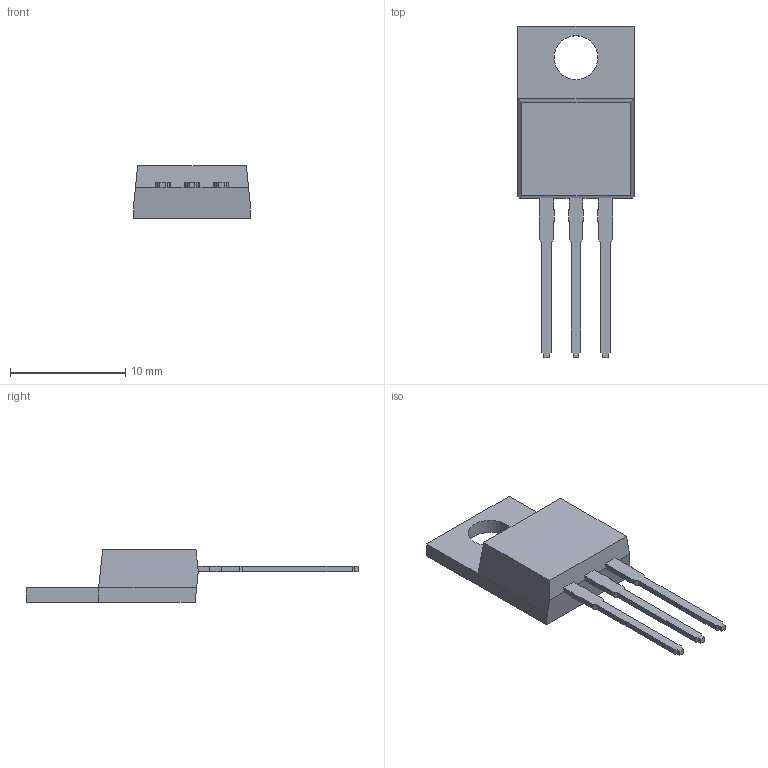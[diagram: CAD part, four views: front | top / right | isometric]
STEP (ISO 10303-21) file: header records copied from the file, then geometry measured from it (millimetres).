
FILE_DESCRIPTION (( 'STEP AP214' ), '1' );
FILE_NAME ('TO-220AB.STEP', '2019-01-11T07:27:04', ( '' ), ( '' ), 'SwSTEP 2.0', 'SolidWorks 2017', '' );
FILE_SCHEMA (( 'AUTOMOTIVE_DESIGN' ));
Length unit declared in the file: millimetre
Products named in the file (1): TO-220AB
Bounding box: 10.1 x 28.78 x 4.57 mm (x, y, z)
Volume: 461 mm3; surface area: 576.7 mm2
Topology: 1 solids, 1 shells, 79 faces, 219 edges, 142 vertices
Faces by surface type: plane 77, cylinder 2
Entity records: 2598 total; most frequent: CARTESIAN_POINT 441, ORIENTED_EDGE 438, DIRECTION 383, EDGE_CURVE 219, LINE 215, VECTOR 215, VERTEX_POINT 142, AXIS2_PLACEMENT_3D 84
